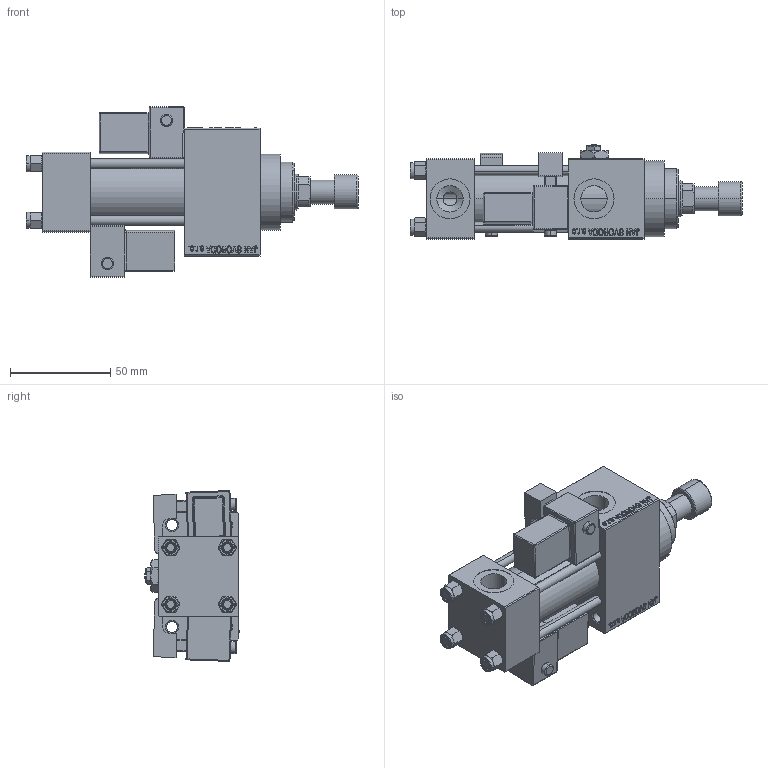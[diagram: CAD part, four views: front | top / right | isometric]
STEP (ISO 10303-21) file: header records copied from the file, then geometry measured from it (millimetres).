
FILE_DESCRIPTION (( 'STEP AP203' ), '1' );
FILE_NAME ('1326.STEP', '2022-04-14T13:38:03', ( '' ), ( '' ), 'SwSTEP 2.0', 'SolidWorks 2019', '' );
FILE_SCHEMA (( 'CONFIG_CONTROL_DESIGN' ));
Length unit declared in the file: millimetre
Products named in the file (9): V215CR_MSU 3f8b3d34a0f48cc6290bf1d4b81b3cfa; V215CR_ROD_END_F 3f8b3d34a0f48cc6290bf1d4b81b3cfa; V215CR_D_Body 3f8b3d34a0f48cc6290bf1d4b81b3cfa; V215CR_VCP_D 3f8b3d34a0f48cc6290bf1d4b81b3cfa; 1326; Zatka_pro_OIL_PORT 3f8b3d34a0f48cc6290bf1d4b81b3cfa; NUT_M5_D 3f8b3d34a0f48cc6290bf1d4b81b3cfa; V215CR_D_TYCINKA 3f8b3d34a0f48cc6290bf1d4b81b3cfa; V215_VC_A 3f8b3d34a0f48cc6290bf1d4b81b3cfa
Assembly tree (15 placements, depth 2):
  1326
    V215CR_D_Body 3f8b3d34a0f48cc6290bf1d4b81b3cfa
    V215CR_VCP_D 3f8b3d34a0f48cc6290bf1d4b81b3cfa
    NUT_M5_D 3f8b3d34a0f48cc6290bf1d4b81b3cfa  x4
    V215CR_D_TYCINKA 3f8b3d34a0f48cc6290bf1d4b81b3cfa  x4
    V215_VC_A 3f8b3d34a0f48cc6290bf1d4b81b3cfa
    V215CR_ROD_END_F 3f8b3d34a0f48cc6290bf1d4b81b3cfa
    V215CR_MSU 3f8b3d34a0f48cc6290bf1d4b81b3cfa  x2
    Zatka_pro_OIL_PORT 3f8b3d34a0f48cc6290bf1d4b81b3cfa
Bounding box: 166 x 47 x 85.39 mm (x, y, z)
Volume: 223808.5 mm3; surface area: 78672.7 mm2
Topology: 15 solids, 15 shells, 1320 faces, 3248 edges, 2057 vertices
Faces by surface type: plane 584, bspline 368, cone 164, cylinder 156, torus 24, sphere 24
Entity records: 51492 total; most frequent: CARTESIAN_POINT 25992, ORIENTED_EDGE 5594, DIRECTION 3847, EDGE_CURVE 2797, VERTEX_POINT 1813, VECTOR 1651, LINE 1651, EDGE_LOOP 1262
